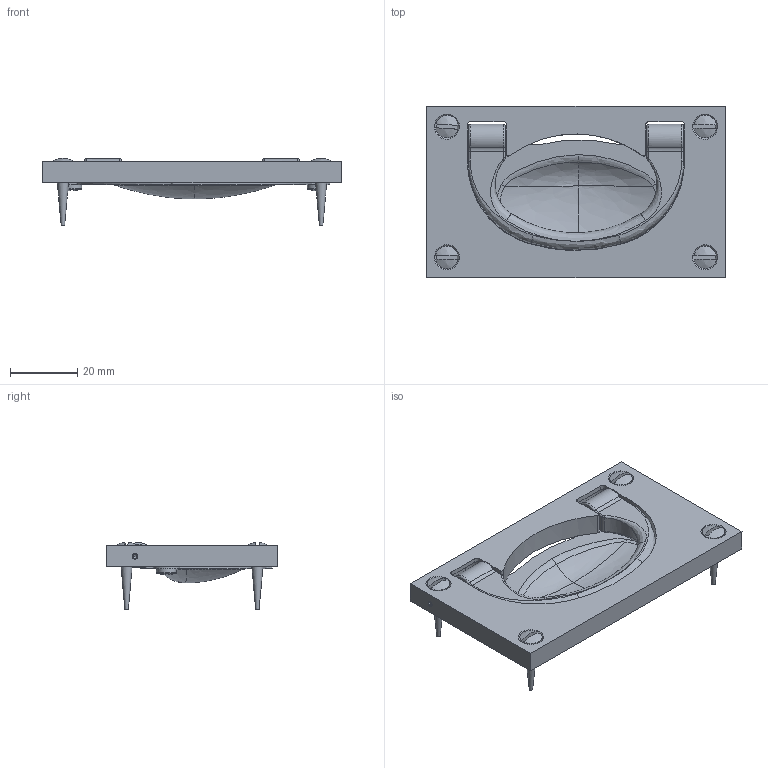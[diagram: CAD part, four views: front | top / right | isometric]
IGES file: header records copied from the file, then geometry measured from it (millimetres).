
Global section: file name: P1177-B; native system: Autodesk Inventor 2018; preprocessor: unknown; author: mblakey; date: 20180914.081608; units: millimetre
Bounding box: 89 x 51 x 20.01 mm (x, y, z)
Volume: 22198.2 mm3; surface area: 17840.6 mm2
Topology: 11 solids, 11 shells, 260 faces, 683 edges, 440 vertices
Faces by surface type: bspline 260
